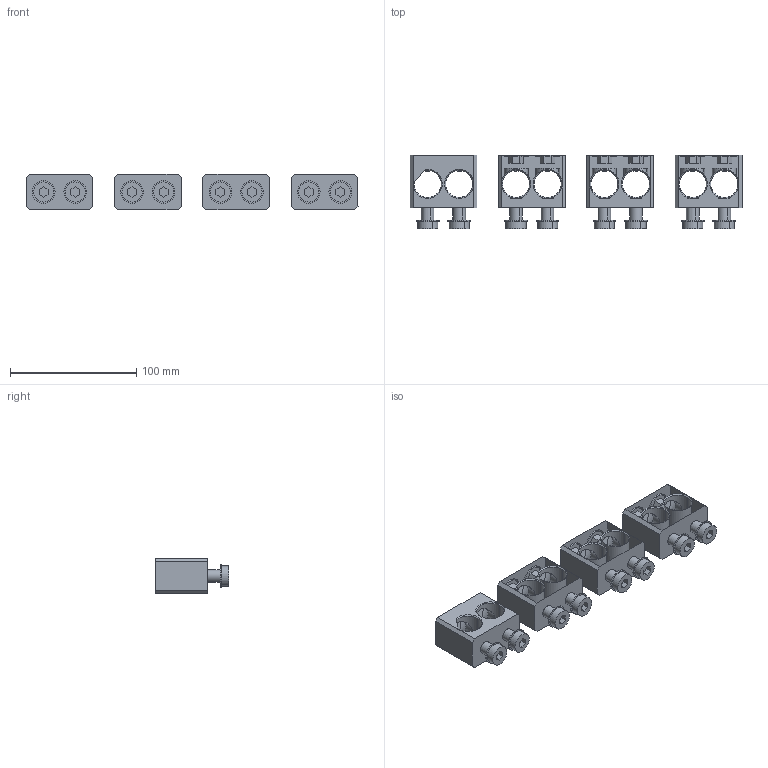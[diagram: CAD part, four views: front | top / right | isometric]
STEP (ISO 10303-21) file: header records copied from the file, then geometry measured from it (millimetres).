
FILE_DESCRIPTION((''),'2;1');
FILE_NAME('1SDH002065A1417_IGES','2019-07-04T',('ITSTCAR1'),(''),'CREO PARAMETRIC BY PTC INC, 2016050','CREO PARAMETRIC BY PTC INC, 2016050','');
FILE_SCHEMA(('AUTOMOTIVE_DESIGN { 1 0 10303 214 1 1 1 1 }'));
Length unit declared in the file: millimetre
Products named in the file (1): 1SDH002065A1417_IGES
Bounding box: 263 x 58.3 x 28 mm (x, y, z)
Volume: 169419.5 mm3; surface area: 60586.7 mm2
Topology: 4 solids, 4 shells, 392 faces, 976 edges, 628 vertices
Faces by surface type: plane 200, cylinder 128, cone 48, sphere 16
Entity records: 17911 total; most frequent: CARTESIAN_POINT 5074, DIRECTION 2024, ORIENTED_EDGE 1872, EDGE_CURVE 936, AXIS2_PLACEMENT_3D 728, VERTEX_POINT 616, VECTOR 568, LINE 568
